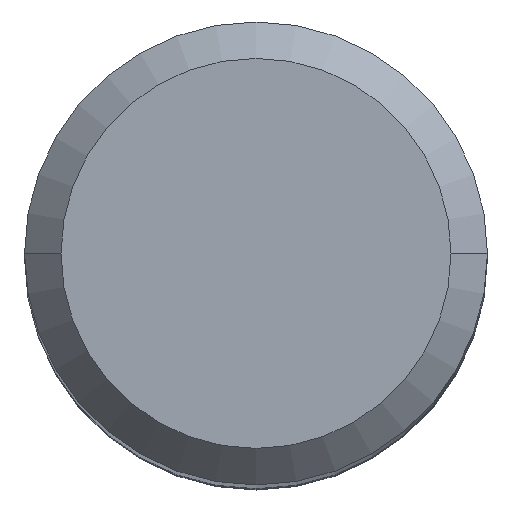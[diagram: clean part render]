
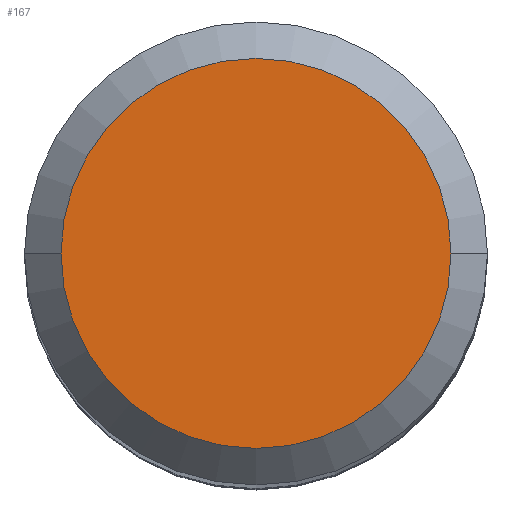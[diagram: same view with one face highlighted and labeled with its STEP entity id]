
A CAD part, top view. The second image highlights one B-rep face of the part: STEP entity #167.
In plain terms, the highlighted planar face has unit normal (0, 0, 1).
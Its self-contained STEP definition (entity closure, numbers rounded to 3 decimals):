
#122=FACE_OUTER_BOUND('',#228,.T.);
#167=ADVANCED_FACE('',(#122),#175,.F.);
#175=PLANE('',#989);
#228=EDGE_LOOP('',(#427,#428));
#427=ORIENTED_EDGE('',*,*,#596,.T.);
#428=ORIENTED_EDGE('',*,*,#599,.T.);
#496=VERTEX_POINT('',#1688);
#497=VERTEX_POINT('',#1689);
#596=EDGE_CURVE('',#496,#497,#685,.T.);
#599=EDGE_CURVE('',#497,#496,#686,.T.);
#685=CIRCLE('',#985,5.35);
#686=CIRCLE('',#987,5.35);
#985=AXIS2_PLACEMENT_3D('',#1687,#1275,#1276);
#987=AXIS2_PLACEMENT_3D('',#1693,#1281,#1282);
#989=AXIS2_PLACEMENT_3D('',#1695,#1285,#1286);
#1275=DIRECTION('',(0.,0.,1.));
#1276=DIRECTION('',(-1.,0.,0.));
#1281=DIRECTION('',(0.,0.,1.));
#1282=DIRECTION('',(1.,0.,0.));
#1285=DIRECTION('',(0.,0.,-1.));
#1286=DIRECTION('',(1.,0.,0.));
#1687=CARTESIAN_POINT('',(0.,0.,0.));
#1688=CARTESIAN_POINT('',(-5.35,0.,0.));
#1689=CARTESIAN_POINT('',(5.35,0.,0.));
#1693=CARTESIAN_POINT('',(0.,0.,0.));
#1695=CARTESIAN_POINT('',(0.,0.,0.));
